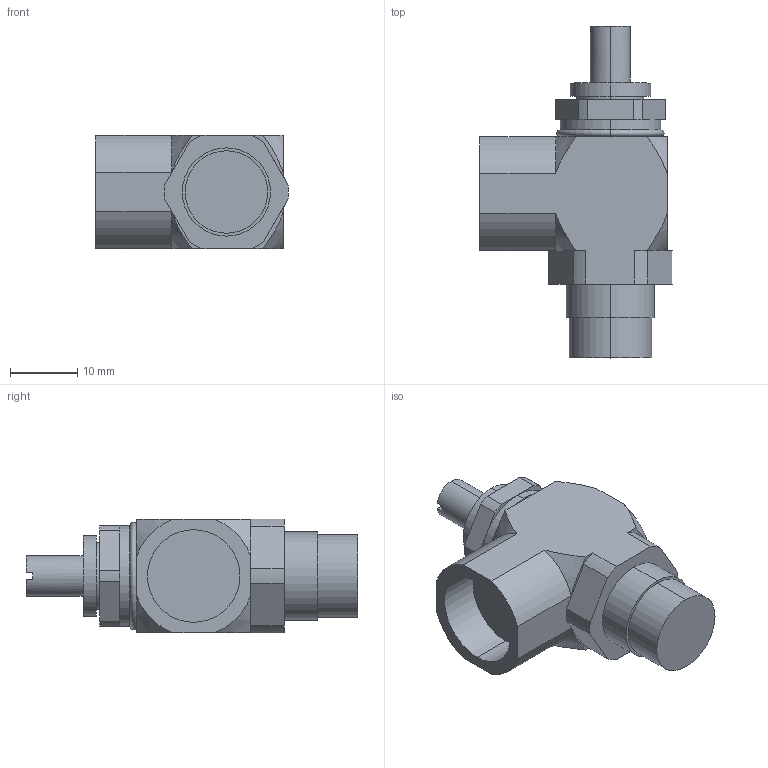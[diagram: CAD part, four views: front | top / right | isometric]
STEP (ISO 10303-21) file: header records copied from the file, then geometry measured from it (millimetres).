
FILE_DESCRIPTION (( 'STEP AP214' ), '1' );
FILE_NAME ('SC7-08A.STEP', '2025-02-18T00:37:06', ( '' ), ( '' ), 'SwSTEP 2.0', 'SolidWorks 2017', '' );
FILE_SCHEMA (( 'AUTOMOTIVE_DESIGN' ));
Length unit declared in the file: millimetre
Products named in the file (1): SC7-08A
Bounding box: 28.74 x 49.5 x 17 mm (x, y, z)
Volume: 10797 mm3; surface area: 3914.5 mm2
Topology: 1 solids, 1 shells, 77 faces, 192 edges, 124 vertices
Faces by surface type: plane 37, cylinder 30, cone 8, torus 2
Entity records: 2426 total; most frequent: CARTESIAN_POINT 490, DIRECTION 408, ORIENTED_EDGE 384, EDGE_CURVE 192, AXIS2_PLACEMENT_3D 154, VERTEX_POINT 124, LINE 100, VECTOR 100
